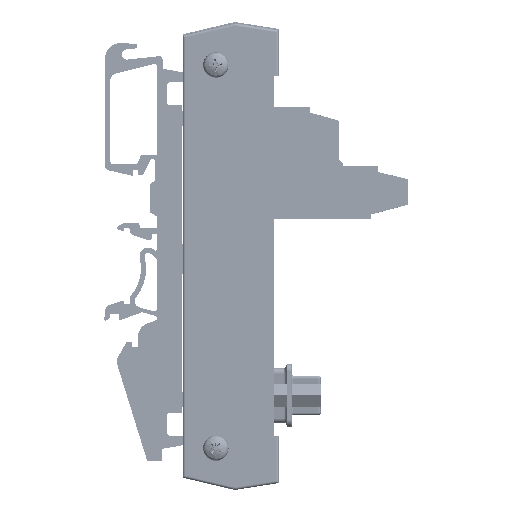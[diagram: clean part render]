
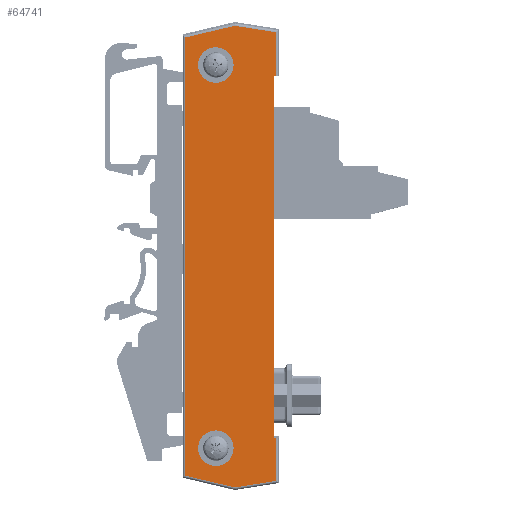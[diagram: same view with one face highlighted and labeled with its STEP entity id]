
A CAD part, left-side view. The second image highlights one B-rep face of the part: STEP entity #64741.
In plain terms, the highlighted face is planar.
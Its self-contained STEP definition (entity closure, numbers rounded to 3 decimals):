
#64280=CARTESIAN_POINT('',(-16.628,6.238,5.0));
#64281=VERTEX_POINT('',#64280);
#64288=CARTESIAN_POINT('',(54.672,6.238,5.0));
#64289=VERTEX_POINT('',#64288);
#64290=CARTESIAN_POINT('',(54.672,6.238,5.0));
#64291=DIRECTION('',(-1.0,0.0,0.0));
#64292=VECTOR('',#64291,71.3);
#64293=LINE('',#64290,#64292);
#64294=EDGE_CURVE('',#64289,#64281,#64293,.T.);
#64537=CARTESIAN_POINT('',(60.272,-5.162,5.0));
#64538=VERTEX_POINT('',#64537);
#64539=CARTESIAN_POINT('',(56.772,-5.162,5.0));
#64540=DIRECTION('',(0.0,0.0,-1.0));
#64541=DIRECTION('',(-1.0,0.0,0.0));
#64542=AXIS2_PLACEMENT_3D('',#64539,#64540,#64541);
#64543=CIRCLE('',#64542,3.5);
#64544=EDGE_CURVE('',#64538,#64538,#64543,.T.);
#64577=CARTESIAN_POINT('',(-15.228,-5.162,5.0));
#64578=VERTEX_POINT('',#64577);
#64579=CARTESIAN_POINT('',(-18.728,-5.162,5.0));
#64580=DIRECTION('',(0.0,0.0,-1.0));
#64581=DIRECTION('',(-1.0,0.0,0.0));
#64582=AXIS2_PLACEMENT_3D('',#64579,#64580,#64581);
#64583=CIRCLE('',#64582,3.5);
#64584=EDGE_CURVE('',#64578,#64578,#64583,.T.);
#64618=CARTESIAN_POINT('',(54.672,6.738,5.0));
#64619=VERTEX_POINT('',#64618);
#64620=CARTESIAN_POINT('',(54.672,6.738,5.0));
#64621=DIRECTION('',(0.0,-1.0,0.0));
#64622=VECTOR('',#64621,0.5);
#64623=LINE('',#64620,#64622);
#64624=EDGE_CURVE('',#64619,#64289,#64623,.T.);
#64649=CARTESIAN_POINT('',(-16.628,6.738,5.0));
#64650=VERTEX_POINT('',#64649);
#64658=CARTESIAN_POINT('',(-16.628,6.238,5.0));
#64659=DIRECTION('',(0.0,1.0,0.0));
#64660=VECTOR('',#64659,0.5);
#64661=LINE('',#64658,#64660);
#64662=EDGE_CURVE('',#64281,#64650,#64661,.T.);
#64671=CARTESIAN_POINT('',(19.022,-2.126,5.0));
#64672=DIRECTION('',(0.0,0.0,1.0));
#64673=DIRECTION('',(1.0,0.0,0.0));
#64674=AXIS2_PLACEMENT_3D('',#64671,#64672,#64673);
#64675=PLANE('',#64674);
#64676=ORIENTED_EDGE('',*,*,#64624,.T.);
#64677=ORIENTED_EDGE('',*,*,#64294,.T.);
#64678=ORIENTED_EDGE('',*,*,#64662,.T.);
#64679=CARTESIAN_POINT('',(-25.176,6.738,5.0));
#64680=VERTEX_POINT('',#64679);
#64681=CARTESIAN_POINT('',(-25.176,6.738,5.0));
#64682=DIRECTION('',(1.0,0.0,0.0));
#64683=VECTOR('',#64682,8.548);
#64684=LINE('',#64681,#64683);
#64685=EDGE_CURVE('',#64680,#64650,#64684,.T.);
#64686=ORIENTED_EDGE('',*,*,#64685,.F.);
#64687=CARTESIAN_POINT('',(-26.459,-1.405,5.0));
#64688=VERTEX_POINT('',#64687);
#64689=CARTESIAN_POINT('',(-26.459,-1.405,5.0));
#64690=DIRECTION('',(0.156,0.988,0.0));
#64691=VECTOR('',#64690,8.244);
#64692=LINE('',#64689,#64691);
#64693=EDGE_CURVE('',#64688,#64680,#64692,.T.);
#64694=ORIENTED_EDGE('',*,*,#64693,.F.);
#64695=CARTESIAN_POINT('',(-24.157,-11.162,5.0));
#64696=VERTEX_POINT('',#64695);
#64697=CARTESIAN_POINT('',(-24.157,-11.162,5.0));
#64698=DIRECTION('',(-0.23,0.973,0.0));
#64699=VECTOR('',#64698,10.024);
#64700=LINE('',#64697,#64699);
#64701=EDGE_CURVE('',#64696,#64688,#64700,.T.);
#64702=ORIENTED_EDGE('',*,*,#64701,.F.);
#64703=CARTESIAN_POINT('',(62.201,-11.162,5.0));
#64704=VERTEX_POINT('',#64703);
#64705=CARTESIAN_POINT('',(62.201,-11.162,5.0));
#64706=DIRECTION('',(-1.0,0.0,0.0));
#64707=VECTOR('',#64706,86.358);
#64708=LINE('',#64705,#64707);
#64709=EDGE_CURVE('',#64704,#64696,#64708,.T.);
#64710=ORIENTED_EDGE('',*,*,#64709,.F.);
#64711=CARTESIAN_POINT('',(64.503,-1.405,5.0));
#64712=VERTEX_POINT('',#64711);
#64713=CARTESIAN_POINT('',(64.503,-1.405,5.0));
#64714=DIRECTION('',(-0.23,-0.973,0.0));
#64715=VECTOR('',#64714,10.024);
#64716=LINE('',#64713,#64715);
#64717=EDGE_CURVE('',#64712,#64704,#64716,.T.);
#64718=ORIENTED_EDGE('',*,*,#64717,.F.);
#64719=CARTESIAN_POINT('',(63.22,6.738,5.0));
#64720=VERTEX_POINT('',#64719);
#64721=CARTESIAN_POINT('',(63.22,6.738,5.0));
#64722=DIRECTION('',(0.156,-0.988,0.0));
#64723=VECTOR('',#64722,8.244);
#64724=LINE('',#64721,#64723);
#64725=EDGE_CURVE('',#64720,#64712,#64724,.T.);
#64726=ORIENTED_EDGE('',*,*,#64725,.F.);
#64727=CARTESIAN_POINT('',(54.672,6.738,5.0));
#64728=DIRECTION('',(1.0,0.0,0.0));
#64729=VECTOR('',#64728,8.548);
#64730=LINE('',#64727,#64729);
#64731=EDGE_CURVE('',#64619,#64720,#64730,.T.);
#64732=ORIENTED_EDGE('',*,*,#64731,.F.);
#64733=EDGE_LOOP('',(#64676,#64677,#64678,#64686,#64694,#64702,#64710,#64718,#64726,#64732));
#64734=FACE_OUTER_BOUND('',#64733,.T.);
#64735=ORIENTED_EDGE('',*,*,#64544,.T.);
#64736=EDGE_LOOP('',(#64735));
#64737=FACE_BOUND('',#64736,.T.);
#64738=ORIENTED_EDGE('',*,*,#64584,.T.);
#64739=EDGE_LOOP('',(#64738));
#64740=FACE_BOUND('',#64739,.T.);
#64741=ADVANCED_FACE('',(#64734,#64737,#64740),#64675,.T.);
